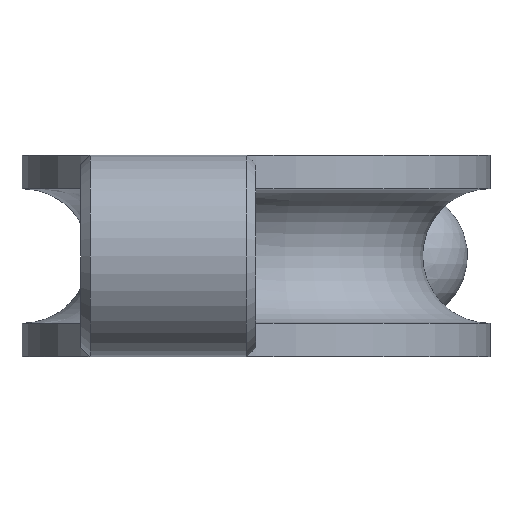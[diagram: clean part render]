
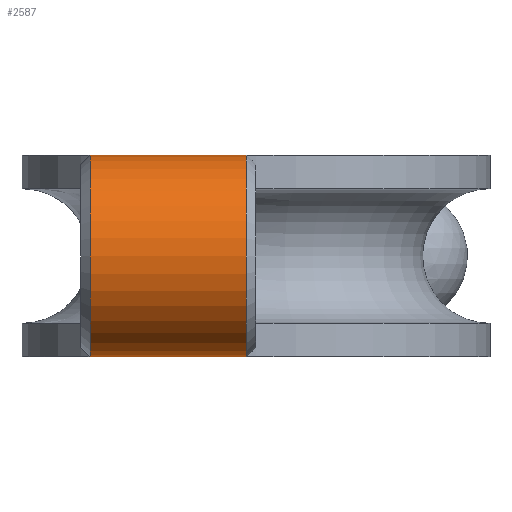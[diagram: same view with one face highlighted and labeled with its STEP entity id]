
A CAD part, left-side view. The second image highlights one B-rep face of the part: STEP entity #2587.
In plain terms, the highlighted cylindrical face has radius 7.5 mm (diameter 15 mm), a partial arc.
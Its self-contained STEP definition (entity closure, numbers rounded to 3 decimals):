
#157 = CONICAL_SURFACE('',#158,7.5,0.785);
#158 = AXIS2_PLACEMENT_3D('',#159,#160,#161);
#159 = CARTESIAN_POINT('',(130.6,53.8,7.5));
#160 = DIRECTION('',(0.,-1.,0.));
#161 = DIRECTION('',(0.,0.,-1.));
#396 = PLANE('',#397);
#397 = AXIS2_PLACEMENT_3D('',#398,#399,#400);
#398 = CARTESIAN_POINT('',(148.242,42.635,15.));
#399 = DIRECTION('',(0.,0.,1.));
#400 = DIRECTION('',(1.,0.,0.));
#606 = VERTEX_POINT('',#607);
#607 = CARTESIAN_POINT('',(130.6,53.8,15.));
#915 = VERTEX_POINT('',#916);
#916 = CARTESIAN_POINT('',(130.6,53.8,0.));
#937 = EDGE_CURVE('',#915,#606,#938,.T.);
#938 = SURFACE_CURVE('',#939,(#944,#951),.PCURVE_S1.);
#939 = CIRCLE('',#940,7.5);
#940 = AXIS2_PLACEMENT_3D('',#941,#942,#943);
#941 = CARTESIAN_POINT('',(130.6,53.8,7.5));
#942 = DIRECTION('',(0.,1.,0.));
#943 = DIRECTION('',(0.,0.,-1.));
#944 = PCURVE('',#157,#945);
#945 = DEFINITIONAL_REPRESENTATION('',(#946),#950);
#946 = LINE('',#947,#948);
#947 = CARTESIAN_POINT('',(-0.,0.));
#948 = VECTOR('',#949,1.);
#949 = DIRECTION('',(-1.,0.));
#950 = ( GEOMETRIC_REPRESENTATION_CONTEXT(2) 
PARAMETRIC_REPRESENTATION_CONTEXT() REPRESENTATION_CONTEXT('2D SPACE',''
  ) );
#951 = PCURVE('',#952,#957);
#952 = CYLINDRICAL_SURFACE('',#953,7.5);
#953 = AXIS2_PLACEMENT_3D('',#954,#955,#956);
#954 = CARTESIAN_POINT('',(130.6,41.5,7.5));
#955 = DIRECTION('',(0.,-1.,0.));
#956 = DIRECTION('',(1.,0.,0.));
#957 = DEFINITIONAL_REPRESENTATION('',(#958),#962);
#958 = LINE('',#959,#960);
#959 = CARTESIAN_POINT('',(-1.571,-12.3));
#960 = VECTOR('',#961,1.);
#961 = DIRECTION('',(-1.,0.));
#962 = ( GEOMETRIC_REPRESENTATION_CONTEXT(2) 
PARAMETRIC_REPRESENTATION_CONTEXT() REPRESENTATION_CONTEXT('2D SPACE',''
  ) );
#1092 = PLANE('',#1093);
#1093 = AXIS2_PLACEMENT_3D('',#1094,#1095,#1096);
#1094 = CARTESIAN_POINT('',(148.242,42.635,
    0.));
#1095 = DIRECTION('',(0.,0.,-1.));
#1096 = DIRECTION('',(0.,-1.,0.));
#1628 = CONICAL_SURFACE('',#1629,7.5,0.785);
#1629 = AXIS2_PLACEMENT_3D('',#1630,#1631,#1632);
#1630 = CARTESIAN_POINT('',(130.6,42.2,7.5));
#1631 = DIRECTION('',(0.,1.,0.));
#1632 = DIRECTION('',(0.,0.,-1.));
#1692 = VERTEX_POINT('',#1693);
#1693 = CARTESIAN_POINT('',(130.6,42.2,15.));
#2211 = EDGE_CURVE('',#1692,#606,#2212,.T.);
#2212 = SURFACE_CURVE('',#2213,(#2217,#2224),.PCURVE_S1.);
#2213 = LINE('',#2214,#2215);
#2214 = CARTESIAN_POINT('',(130.6,41.5,15.));
#2215 = VECTOR('',#2216,1.);
#2216 = DIRECTION('',(0.,1.,0.));
#2217 = PCURVE('',#396,#2218);
#2218 = DEFINITIONAL_REPRESENTATION('',(#2219),#2223);
#2219 = LINE('',#2220,#2221);
#2220 = CARTESIAN_POINT('',(-17.642,-1.135));
#2221 = VECTOR('',#2222,1.);
#2222 = DIRECTION('',(0.,1.));
#2223 = ( GEOMETRIC_REPRESENTATION_CONTEXT(2) 
PARAMETRIC_REPRESENTATION_CONTEXT() REPRESENTATION_CONTEXT('2D SPACE',''
  ) );
#2224 = PCURVE('',#952,#2225);
#2225 = DEFINITIONAL_REPRESENTATION('',(#2226),#2230);
#2226 = LINE('',#2227,#2228);
#2227 = CARTESIAN_POINT('',(-4.712,0.));
#2228 = VECTOR('',#2229,1.);
#2229 = DIRECTION('',(-0.,-1.));
#2230 = ( GEOMETRIC_REPRESENTATION_CONTEXT(2) 
PARAMETRIC_REPRESENTATION_CONTEXT() REPRESENTATION_CONTEXT('2D SPACE',''
  ) );
#2587 = ADVANCED_FACE('',(#2588),#952,.T.);
#2588 = FACE_BOUND('',#2589,.F.);
#2589 = EDGE_LOOP('',(#2590,#2613,#2614,#2615));
#2590 = ORIENTED_EDGE('',*,*,#2591,.T.);
#2591 = EDGE_CURVE('',#2592,#915,#2594,.T.);
#2592 = VERTEX_POINT('',#2593);
#2593 = CARTESIAN_POINT('',(130.6,42.2,0.));
#2594 = SURFACE_CURVE('',#2595,(#2599,#2606),.PCURVE_S1.);
#2595 = LINE('',#2596,#2597);
#2596 = CARTESIAN_POINT('',(130.6,41.5,0.));
#2597 = VECTOR('',#2598,1.);
#2598 = DIRECTION('',(0.,1.,0.));
#2599 = PCURVE('',#952,#2600);
#2600 = DEFINITIONAL_REPRESENTATION('',(#2601),#2605);
#2601 = LINE('',#2602,#2603);
#2602 = CARTESIAN_POINT('',(-1.571,0.));
#2603 = VECTOR('',#2604,1.);
#2604 = DIRECTION('',(-0.,-1.));
#2605 = ( GEOMETRIC_REPRESENTATION_CONTEXT(2) 
PARAMETRIC_REPRESENTATION_CONTEXT() REPRESENTATION_CONTEXT('2D SPACE',''
  ) );
#2606 = PCURVE('',#1092,#2607);
#2607 = DEFINITIONAL_REPRESENTATION('',(#2608),#2612);
#2608 = LINE('',#2609,#2610);
#2609 = CARTESIAN_POINT('',(1.135,17.642));
#2610 = VECTOR('',#2611,1.);
#2611 = DIRECTION('',(-1.,0.));
#2612 = ( GEOMETRIC_REPRESENTATION_CONTEXT(2) 
PARAMETRIC_REPRESENTATION_CONTEXT() REPRESENTATION_CONTEXT('2D SPACE',''
  ) );
#2613 = ORIENTED_EDGE('',*,*,#937,.T.);
#2614 = ORIENTED_EDGE('',*,*,#2211,.F.);
#2615 = ORIENTED_EDGE('',*,*,#2616,.F.);
#2616 = EDGE_CURVE('',#2592,#1692,#2617,.T.);
#2617 = SURFACE_CURVE('',#2618,(#2623,#2630),.PCURVE_S1.);
#2618 = CIRCLE('',#2619,7.5);
#2619 = AXIS2_PLACEMENT_3D('',#2620,#2621,#2622);
#2620 = CARTESIAN_POINT('',(130.6,42.2,7.5));
#2621 = DIRECTION('',(0.,1.,0.));
#2622 = DIRECTION('',(0.,0.,-1.));
#2623 = PCURVE('',#952,#2624);
#2624 = DEFINITIONAL_REPRESENTATION('',(#2625),#2629);
#2625 = LINE('',#2626,#2627);
#2626 = CARTESIAN_POINT('',(-1.571,-0.7));
#2627 = VECTOR('',#2628,1.);
#2628 = DIRECTION('',(-1.,0.));
#2629 = ( GEOMETRIC_REPRESENTATION_CONTEXT(2) 
PARAMETRIC_REPRESENTATION_CONTEXT() REPRESENTATION_CONTEXT('2D SPACE',''
  ) );
#2630 = PCURVE('',#1628,#2631);
#2631 = DEFINITIONAL_REPRESENTATION('',(#2632),#2636);
#2632 = LINE('',#2633,#2634);
#2633 = CARTESIAN_POINT('',(0.,-0.));
#2634 = VECTOR('',#2635,1.);
#2635 = DIRECTION('',(1.,-0.));
#2636 = ( GEOMETRIC_REPRESENTATION_CONTEXT(2) 
PARAMETRIC_REPRESENTATION_CONTEXT() REPRESENTATION_CONTEXT('2D SPACE',''
  ) );
